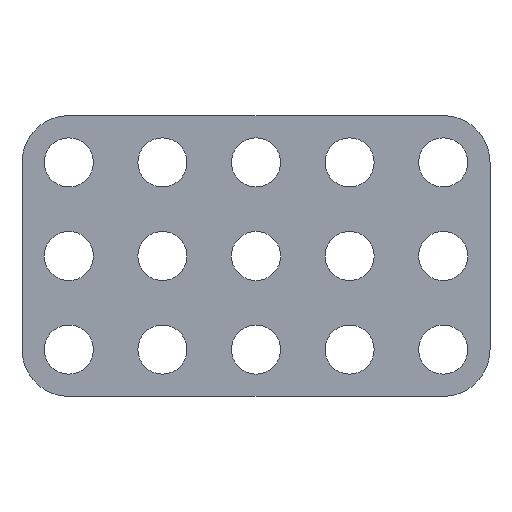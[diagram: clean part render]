
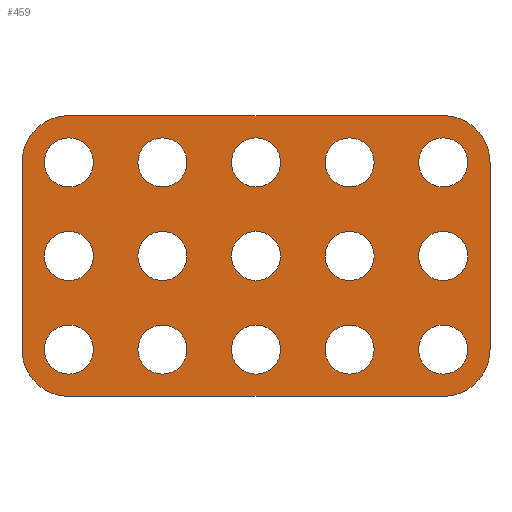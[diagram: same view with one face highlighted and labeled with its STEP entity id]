
A CAD part, front view. The second image highlights one B-rep face of the part: STEP entity #459.
In plain terms, the highlighted planar face has unit normal (0, -1, 0).
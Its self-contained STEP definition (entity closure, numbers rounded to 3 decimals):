
#49=FACE_BOUND('',#121,.T.);
#50=FACE_BOUND('',#122,.T.);
#51=FACE_BOUND('',#123,.T.);
#52=FACE_BOUND('',#124,.T.);
#53=FACE_BOUND('',#125,.T.);
#54=FACE_BOUND('',#126,.T.);
#55=FACE_BOUND('',#127,.T.);
#56=FACE_BOUND('',#128,.T.);
#57=FACE_BOUND('',#129,.T.);
#58=FACE_BOUND('',#130,.T.);
#59=FACE_BOUND('',#131,.T.);
#60=FACE_BOUND('',#132,.T.);
#61=FACE_BOUND('',#133,.T.);
#62=FACE_BOUND('',#134,.T.);
#63=FACE_BOUND('',#135,.T.);
#80=FACE_OUTER_BOUND('',#120,.T.);
#120=EDGE_LOOP('',(#367,#368,#369,#370,#371,#372,#373,#374));
#121=EDGE_LOOP('',(#375));
#122=EDGE_LOOP('',(#376));
#123=EDGE_LOOP('',(#377));
#124=EDGE_LOOP('',(#378));
#125=EDGE_LOOP('',(#379));
#126=EDGE_LOOP('',(#380));
#127=EDGE_LOOP('',(#381));
#128=EDGE_LOOP('',(#382));
#129=EDGE_LOOP('',(#383));
#130=EDGE_LOOP('',(#384));
#131=EDGE_LOOP('',(#385));
#132=EDGE_LOOP('',(#386));
#133=EDGE_LOOP('',(#387));
#134=EDGE_LOOP('',(#388));
#135=EDGE_LOOP('',(#389));
#178=LINE('',#745,#194);
#179=LINE('',#749,#195);
#180=LINE('',#753,#196);
#181=LINE('',#756,#197);
#194=VECTOR('',#598,16.);
#195=VECTOR('',#601,32.);
#196=VECTOR('',#604,16.);
#197=VECTOR('',#607,32.);
#225=CIRCLE('',#506,4.);
#226=CIRCLE('',#507,4.);
#227=CIRCLE('',#508,4.);
#228=CIRCLE('',#509,4.);
#229=CIRCLE('',#510,2.1);
#230=CIRCLE('',#511,2.1);
#231=CIRCLE('',#512,2.1);
#232=CIRCLE('',#513,2.1);
#233=CIRCLE('',#514,2.1);
#234=CIRCLE('',#515,2.1);
#235=CIRCLE('',#516,2.1);
#236=CIRCLE('',#517,2.1);
#237=CIRCLE('',#518,2.1);
#238=CIRCLE('',#519,2.1);
#239=CIRCLE('',#520,2.1);
#240=CIRCLE('',#521,2.1);
#241=CIRCLE('',#522,2.1);
#242=CIRCLE('',#523,2.1);
#243=CIRCLE('',#524,2.1);
#267=VERTEX_POINT('',#741);
#268=VERTEX_POINT('',#742);
#269=VERTEX_POINT('',#744);
#270=VERTEX_POINT('',#746);
#271=VERTEX_POINT('',#748);
#272=VERTEX_POINT('',#750);
#273=VERTEX_POINT('',#752);
#274=VERTEX_POINT('',#754);
#275=VERTEX_POINT('',#757);
#276=VERTEX_POINT('',#759);
#277=VERTEX_POINT('',#761);
#278=VERTEX_POINT('',#763);
#279=VERTEX_POINT('',#765);
#280=VERTEX_POINT('',#767);
#281=VERTEX_POINT('',#769);
#282=VERTEX_POINT('',#771);
#283=VERTEX_POINT('',#773);
#284=VERTEX_POINT('',#775);
#285=VERTEX_POINT('',#777);
#286=VERTEX_POINT('',#779);
#287=VERTEX_POINT('',#781);
#288=VERTEX_POINT('',#783);
#289=VERTEX_POINT('',#785);
#313=EDGE_CURVE('',#267,#268,#225,.T.);
#314=EDGE_CURVE('',#268,#269,#178,.T.);
#315=EDGE_CURVE('',#269,#270,#226,.T.);
#316=EDGE_CURVE('',#270,#271,#179,.T.);
#317=EDGE_CURVE('',#271,#272,#227,.T.);
#318=EDGE_CURVE('',#272,#273,#180,.T.);
#319=EDGE_CURVE('',#273,#274,#228,.T.);
#320=EDGE_CURVE('',#274,#267,#181,.T.);
#321=EDGE_CURVE('',#275,#275,#229,.T.);
#322=EDGE_CURVE('',#276,#276,#230,.T.);
#323=EDGE_CURVE('',#277,#277,#231,.T.);
#324=EDGE_CURVE('',#278,#278,#232,.T.);
#325=EDGE_CURVE('',#279,#279,#233,.T.);
#326=EDGE_CURVE('',#280,#280,#234,.T.);
#327=EDGE_CURVE('',#281,#281,#235,.T.);
#328=EDGE_CURVE('',#282,#282,#236,.T.);
#329=EDGE_CURVE('',#283,#283,#237,.T.);
#330=EDGE_CURVE('',#284,#284,#238,.T.);
#331=EDGE_CURVE('',#285,#285,#239,.T.);
#332=EDGE_CURVE('',#286,#286,#240,.T.);
#333=EDGE_CURVE('',#287,#287,#241,.T.);
#334=EDGE_CURVE('',#288,#288,#242,.T.);
#335=EDGE_CURVE('',#289,#289,#243,.T.);
#367=ORIENTED_EDGE('',*,*,#313,.T.);
#368=ORIENTED_EDGE('',*,*,#314,.T.);
#369=ORIENTED_EDGE('',*,*,#315,.T.);
#370=ORIENTED_EDGE('',*,*,#316,.T.);
#371=ORIENTED_EDGE('',*,*,#317,.T.);
#372=ORIENTED_EDGE('',*,*,#318,.T.);
#373=ORIENTED_EDGE('',*,*,#319,.T.);
#374=ORIENTED_EDGE('',*,*,#320,.T.);
#375=ORIENTED_EDGE('',*,*,#321,.F.);
#376=ORIENTED_EDGE('',*,*,#322,.F.);
#377=ORIENTED_EDGE('',*,*,#323,.F.);
#378=ORIENTED_EDGE('',*,*,#324,.F.);
#379=ORIENTED_EDGE('',*,*,#325,.F.);
#380=ORIENTED_EDGE('',*,*,#326,.F.);
#381=ORIENTED_EDGE('',*,*,#327,.F.);
#382=ORIENTED_EDGE('',*,*,#328,.F.);
#383=ORIENTED_EDGE('',*,*,#329,.F.);
#384=ORIENTED_EDGE('',*,*,#330,.F.);
#385=ORIENTED_EDGE('',*,*,#331,.F.);
#386=ORIENTED_EDGE('',*,*,#332,.F.);
#387=ORIENTED_EDGE('',*,*,#333,.F.);
#388=ORIENTED_EDGE('',*,*,#334,.F.);
#389=ORIENTED_EDGE('',*,*,#335,.F.);
#453=PLANE('',#505);
#459=ADVANCED_FACE('',(#80,#49,#50,#51,#52,#53,#54,#55,#56,#57,#58,#59,
#60,#61,#62,#63),#453,.F.);
#505=AXIS2_PLACEMENT_3D('',#740,#594,#595);
#506=AXIS2_PLACEMENT_3D('',#743,#596,#597);
#507=AXIS2_PLACEMENT_3D('',#747,#599,#600);
#508=AXIS2_PLACEMENT_3D('',#751,#602,#603);
#509=AXIS2_PLACEMENT_3D('',#755,#605,#606);
#510=AXIS2_PLACEMENT_3D('',#758,#608,#609);
#511=AXIS2_PLACEMENT_3D('',#760,#610,#611);
#512=AXIS2_PLACEMENT_3D('',#762,#612,#613);
#513=AXIS2_PLACEMENT_3D('',#764,#614,#615);
#514=AXIS2_PLACEMENT_3D('',#766,#616,#617);
#515=AXIS2_PLACEMENT_3D('',#768,#618,#619);
#516=AXIS2_PLACEMENT_3D('',#770,#620,#621);
#517=AXIS2_PLACEMENT_3D('',#772,#622,#623);
#518=AXIS2_PLACEMENT_3D('',#774,#624,#625);
#519=AXIS2_PLACEMENT_3D('',#776,#626,#627);
#520=AXIS2_PLACEMENT_3D('',#778,#628,#629);
#521=AXIS2_PLACEMENT_3D('',#780,#630,#631);
#522=AXIS2_PLACEMENT_3D('',#782,#632,#633);
#523=AXIS2_PLACEMENT_3D('',#784,#634,#635);
#524=AXIS2_PLACEMENT_3D('',#786,#636,#637);
#594=DIRECTION('center_axis',(0.,1.,0.));
#595=DIRECTION('ref_axis',(0.,0.,1.));
#596=DIRECTION('center_axis',(0.,-1.,0.));
#597=DIRECTION('ref_axis',(0.,0.,-1.));
#598=DIRECTION('',(0.,0.,1.));
#599=DIRECTION('center_axis',(0.,-1.,0.));
#600=DIRECTION('ref_axis',(1.,0.,0.));
#601=DIRECTION('',(-1.,0.,0.));
#602=DIRECTION('center_axis',(0.,-1.,0.));
#603=DIRECTION('ref_axis',(0.,0.,1.));
#604=DIRECTION('',(0.,0.,-1.));
#605=DIRECTION('center_axis',(0.,-1.,0.));
#606=DIRECTION('ref_axis',(-1.,0.,0.));
#607=DIRECTION('',(1.,0.,0.));
#608=DIRECTION('center_axis',(0.,-1.,0.));
#609=DIRECTION('ref_axis',(1.,0.,0.));
#610=DIRECTION('center_axis',(0.,-1.,0.));
#611=DIRECTION('ref_axis',(1.,0.,0.));
#612=DIRECTION('center_axis',(0.,-1.,0.));
#613=DIRECTION('ref_axis',(1.,0.,0.));
#614=DIRECTION('center_axis',(0.,-1.,0.));
#615=DIRECTION('ref_axis',(1.,0.,0.));
#616=DIRECTION('center_axis',(0.,-1.,0.));
#617=DIRECTION('ref_axis',(1.,0.,0.));
#618=DIRECTION('center_axis',(0.,-1.,0.));
#619=DIRECTION('ref_axis',(1.,0.,0.));
#620=DIRECTION('center_axis',(0.,-1.,0.));
#621=DIRECTION('ref_axis',(1.,0.,0.));
#622=DIRECTION('center_axis',(0.,-1.,0.));
#623=DIRECTION('ref_axis',(1.,0.,0.));
#624=DIRECTION('center_axis',(0.,-1.,0.));
#625=DIRECTION('ref_axis',(1.,0.,0.));
#626=DIRECTION('center_axis',(0.,-1.,0.));
#627=DIRECTION('ref_axis',(1.,0.,0.));
#628=DIRECTION('center_axis',(0.,-1.,0.));
#629=DIRECTION('ref_axis',(1.,0.,0.));
#630=DIRECTION('center_axis',(0.,-1.,0.));
#631=DIRECTION('ref_axis',(1.,0.,0.));
#632=DIRECTION('center_axis',(0.,-1.,0.));
#633=DIRECTION('ref_axis',(1.,0.,0.));
#634=DIRECTION('center_axis',(0.,-1.,0.));
#635=DIRECTION('ref_axis',(1.,0.,0.));
#636=DIRECTION('center_axis',(0.,-1.,0.));
#637=DIRECTION('ref_axis',(1.,0.,0.));
#740=CARTESIAN_POINT('Origin',(0.,-1.6,0.));
#741=CARTESIAN_POINT('',(16.,-1.6,-12.));
#742=CARTESIAN_POINT('',(20.,-1.6,-8.));
#743=CARTESIAN_POINT('Origin',(16.,-1.6,-8.));
#744=CARTESIAN_POINT('',(20.,-1.6,8.));
#745=CARTESIAN_POINT('',(20.,-1.6,-8.));
#746=CARTESIAN_POINT('',(16.,-1.6,12.));
#747=CARTESIAN_POINT('Origin',(16.,-1.6,8.));
#748=CARTESIAN_POINT('',(-16.,-1.6,12.));
#749=CARTESIAN_POINT('',(16.,-1.6,12.));
#750=CARTESIAN_POINT('',(-20.,-1.6,8.));
#751=CARTESIAN_POINT('Origin',(-16.,-1.6,8.));
#752=CARTESIAN_POINT('',(-20.,-1.6,-8.));
#753=CARTESIAN_POINT('',(-20.,-1.6,8.));
#754=CARTESIAN_POINT('',(-16.,-1.6,-12.));
#755=CARTESIAN_POINT('Origin',(-16.,-1.6,-8.));
#756=CARTESIAN_POINT('',(-16.,-1.6,-12.));
#757=CARTESIAN_POINT('',(18.1,-1.6,8.));
#758=CARTESIAN_POINT('Origin',(16.,-1.6,8.));
#759=CARTESIAN_POINT('',(10.1,-1.6,8.));
#760=CARTESIAN_POINT('Origin',(8.,-1.6,8.));
#761=CARTESIAN_POINT('',(2.1,-1.6,8.));
#762=CARTESIAN_POINT('Origin',(0.,-1.6,8.));
#763=CARTESIAN_POINT('',(-5.9,-1.6,8.));
#764=CARTESIAN_POINT('Origin',(-8.,-1.6,8.));
#765=CARTESIAN_POINT('',(-13.9,-1.6,8.));
#766=CARTESIAN_POINT('Origin',(-16.,-1.6,8.));
#767=CARTESIAN_POINT('',(18.1,-1.6,0.));
#768=CARTESIAN_POINT('Origin',(16.,-1.6,0.));
#769=CARTESIAN_POINT('',(10.1,-1.6,0.));
#770=CARTESIAN_POINT('Origin',(8.,-1.6,0.));
#771=CARTESIAN_POINT('',(2.1,-1.6,0.));
#772=CARTESIAN_POINT('Origin',(0.,-1.6,0.));
#773=CARTESIAN_POINT('',(-5.9,-1.6,0.));
#774=CARTESIAN_POINT('Origin',(-8.,-1.6,0.));
#775=CARTESIAN_POINT('',(-13.9,-1.6,0.));
#776=CARTESIAN_POINT('Origin',(-16.,-1.6,0.));
#777=CARTESIAN_POINT('',(18.1,-1.6,-8.));
#778=CARTESIAN_POINT('Origin',(16.,-1.6,-8.));
#779=CARTESIAN_POINT('',(10.1,-1.6,-8.));
#780=CARTESIAN_POINT('Origin',(8.,-1.6,-8.));
#781=CARTESIAN_POINT('',(2.1,-1.6,-8.));
#782=CARTESIAN_POINT('Origin',(0.,-1.6,-8.));
#783=CARTESIAN_POINT('',(-5.9,-1.6,-8.));
#784=CARTESIAN_POINT('Origin',(-8.,-1.6,-8.));
#785=CARTESIAN_POINT('',(-13.9,-1.6,-8.));
#786=CARTESIAN_POINT('Origin',(-16.,-1.6,-8.));
